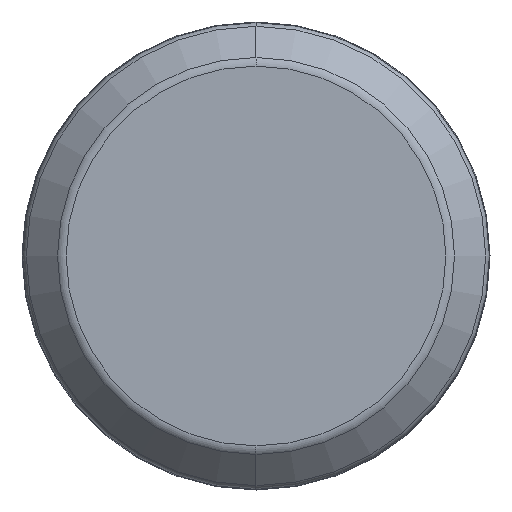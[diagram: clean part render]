
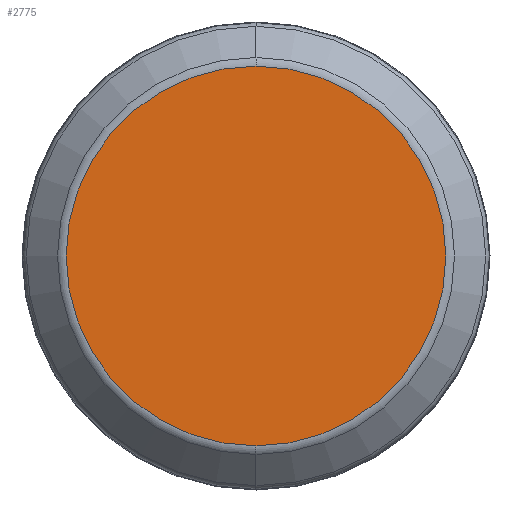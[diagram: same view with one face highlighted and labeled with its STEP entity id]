
A CAD part, left-side view. The second image highlights one B-rep face of the part: STEP entity #2775.
In plain terms, the highlighted face is planar.
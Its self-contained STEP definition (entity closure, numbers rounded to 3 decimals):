
#5 = CARTESIAN_POINT ( 'NONE',  ( 7.667, 0., 3.075 ) ) ;
#278 = AXIS2_PLACEMENT_3D ( 'NONE', #7142, #6261, #2160 ) ;
#502 = FACE_OUTER_BOUND ( 'NONE', #3144, .T. ) ;
#1070 = CIRCLE ( 'NONE', #2663, 7.667 ) ;
#1154 = DIRECTION ( 'NONE',  ( 0., 0., 1. ) ) ;
#1581 = EDGE_CURVE ( 'NONE', #5329, #8565, #1070, .T. ) ;
#1894 = ORIENTED_EDGE ( 'NONE', *, *, #1581, .T. ) ;
#2160 = DIRECTION ( 'NONE',  ( 1., 0., 0. ) ) ;
#2663 = AXIS2_PLACEMENT_3D ( 'NONE', #10398, #1154, #5912 ) ;
#2775 = ADVANCED_FACE ( 'NONE', ( #502 ), #5954, .T. ) ;
#3144 = EDGE_LOOP ( 'NONE', ( #1894, #9799 ) ) ;
#4221 = DIRECTION ( 'NONE',  ( 0., 0., 1. ) ) ;
#5157 = CIRCLE ( 'NONE', #7565, 7.667 ) ;
#5329 = VERTEX_POINT ( 'NONE', #5 ) ;
#5912 = DIRECTION ( 'NONE',  ( 1., 0., 0. ) ) ;
#5954 = PLANE ( 'NONE',  #278 ) ;
#6261 = DIRECTION ( 'NONE',  ( 0., 0., 1. ) ) ;
#7142 = CARTESIAN_POINT ( 'NONE',  ( 0., 0., 3.075 ) ) ;
#7565 = AXIS2_PLACEMENT_3D ( 'NONE', #9497, #4221, #10367 ) ;
#8031 = EDGE_CURVE ( 'NONE', #8565, #5329, #5157, .T. ) ;
#8318 = CARTESIAN_POINT ( 'NONE',  ( -7.667, 0., 3.075 ) ) ;
#8565 = VERTEX_POINT ( 'NONE', #8318 ) ;
#9497 = CARTESIAN_POINT ( 'NONE',  ( 0., 0., 3.075 ) ) ;
#9799 = ORIENTED_EDGE ( 'NONE', *, *, #8031, .T. ) ;
#10367 = DIRECTION ( 'NONE',  ( 1., 0., 0. ) ) ;
#10398 = CARTESIAN_POINT ( 'NONE',  ( 0., 0., 3.075 ) ) ;
